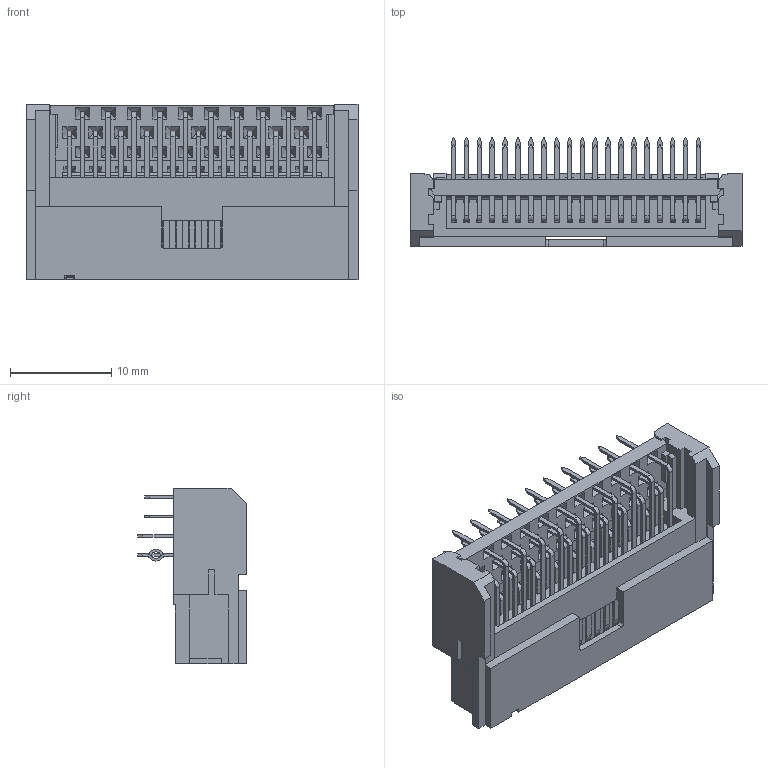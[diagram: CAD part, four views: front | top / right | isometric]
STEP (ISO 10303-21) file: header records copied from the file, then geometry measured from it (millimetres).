
FILE_DESCRIPTION( ('This file contains a STEP AP42 implementation' ,'as created by ZW3D STEP Interface translator.') ,'2;1' );
FILE_NAME( '6320D-040RDXXPNT01.stp' ,'231027.113515', (''), ('ZWCAD Software Co.'), 'Version 1.0', 'ZW3D to STEP translator', '' );
FILE_SCHEMA(('AUTOMOTIVE_DESIGN { 1 0 10303 214 1 1 1 1 }'));
Length unit declared in the file: millimetre
Products named in the file (2): 0; 6320D-040RDXXPWT01
Bounding box: 32.73 x 10.7 x 17.3 mm (x, y, z)
Volume: 1751.9 mm3; surface area: 4447.7 mm2
Topology: 2 solids, 81 shells, 3648 faces, 9953 edges, 6348 vertices
Faces by surface type: plane 2540, bspline 803, cylinder 301, cone 4
Entity records: 166831 total; most frequent: CARTESIAN_POINT 92560, ORIENTED_EDGE 19906, EDGE_CURVE 9953, B_SPLINE_CURVE_WITH_KNOTS 8793, DIRECTION 6532, VERTEX_POINT 6348, EDGE_LOOP 3939, FACE_OUTER_BOUND 3648
